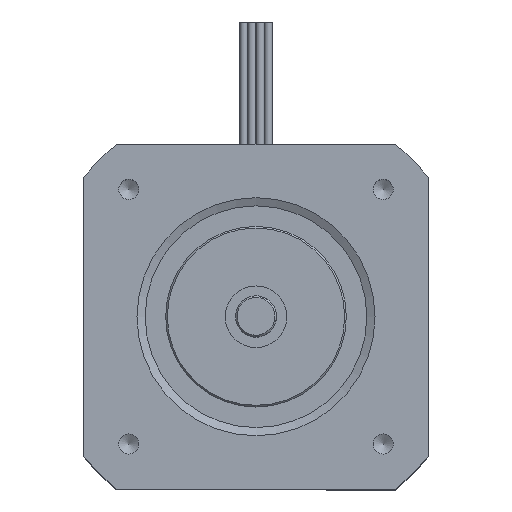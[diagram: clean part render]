
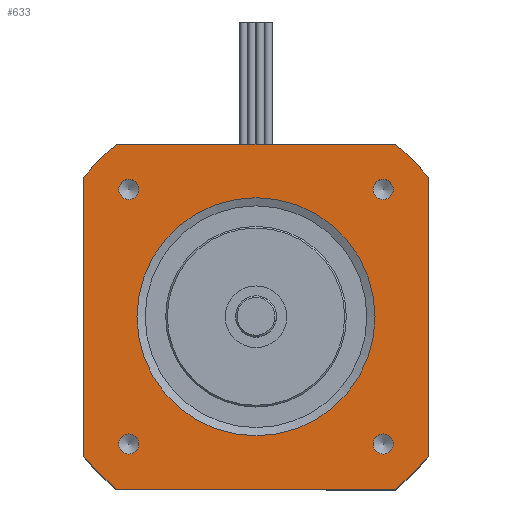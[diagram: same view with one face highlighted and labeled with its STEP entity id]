
A CAD part, top view. The second image highlights one B-rep face of the part: STEP entity #633.
In plain terms, the highlighted planar face has unit normal (0, 0, 1).
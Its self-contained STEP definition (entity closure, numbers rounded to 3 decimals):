
#319=CARTESIAN_POINT('',(21.,16.971,11.0));
#320=VERTEX_POINT('',#319);
#327=CARTESIAN_POINT('',(21.0,-16.971,11.0));
#328=VERTEX_POINT('',#327);
#329=CARTESIAN_POINT('',(21.,16.971,11.0));
#330=DIRECTION('',(0.0,-1.0,0.0));
#331=VECTOR('',#330,33.941);
#332=LINE('',#329,#331);
#333=EDGE_CURVE('',#320,#328,#332,.T.);
#475=CARTESIAN_POINT('',(-16.971,21.0,11.0));
#476=VERTEX_POINT('',#475);
#483=CARTESIAN_POINT('',(16.971,21.,11.0));
#484=VERTEX_POINT('',#483);
#485=CARTESIAN_POINT('',(-16.971,21.0,11.0));
#486=DIRECTION('',(1.0,0.0,0.0));
#487=VECTOR('',#486,33.941);
#488=LINE('',#485,#487);
#489=EDGE_CURVE('',#476,#484,#488,.T.);
#517=CARTESIAN_POINT('',(14.5,0.,11.0));
#518=VERTEX_POINT('',#517);
#519=CARTESIAN_POINT('',(0.0,0.0,11.0));
#520=DIRECTION('',(0.0,0.0,1.0));
#521=DIRECTION('',(-1.0,0.0,0.0));
#522=AXIS2_PLACEMENT_3D('',#519,#520,#521);
#523=CIRCLE('',#522,14.5);
#524=EDGE_CURVE('',#518,#518,#523,.T.);
#529=CARTESIAN_POINT('',(0.,0.,11.0));
#530=DIRECTION('',(0.0,0.0,1.0));
#531=DIRECTION('',(1.0,0.0,0.0));
#532=AXIS2_PLACEMENT_3D('',#529,#530,#531);
#533=PLANE('',#532);
#534=ORIENTED_EDGE('',*,*,#489,.F.);
#535=CARTESIAN_POINT('',(-21.,16.971,11.0));
#536=VERTEX_POINT('',#535);
#537=CARTESIAN_POINT('',(0.0,0.0,11.0));
#538=DIRECTION('',(0.0,0.0,-1.0));
#539=DIRECTION('',(-0.629,0.778,0.0));
#540=AXIS2_PLACEMENT_3D('',#537,#538,#539);
#541=CIRCLE('',#540,27.0);
#542=EDGE_CURVE('',#536,#476,#541,.T.);
#543=ORIENTED_EDGE('',*,*,#542,.F.);
#544=CARTESIAN_POINT('',(-21.,-16.971,11.0));
#545=VERTEX_POINT('',#544);
#546=CARTESIAN_POINT('',(-21.,-16.971,11.0));
#547=DIRECTION('',(0.0,1.0,0.0));
#548=VECTOR('',#547,33.941);
#549=LINE('',#546,#548);
#550=EDGE_CURVE('',#545,#536,#549,.T.);
#551=ORIENTED_EDGE('',*,*,#550,.F.);
#552=CARTESIAN_POINT('',(-16.971,-21.0,11.0));
#553=VERTEX_POINT('',#552);
#554=CARTESIAN_POINT('',(0.0,0.0,11.0));
#555=DIRECTION('',(0.0,0.0,-1.0));
#556=DIRECTION('',(-0.778,-0.629,0.0));
#557=AXIS2_PLACEMENT_3D('',#554,#555,#556);
#558=CIRCLE('',#557,27.);
#559=EDGE_CURVE('',#553,#545,#558,.T.);
#560=ORIENTED_EDGE('',*,*,#559,.F.);
#561=CARTESIAN_POINT('',(16.971,-21.,11.0));
#562=VERTEX_POINT('',#561);
#563=CARTESIAN_POINT('',(16.971,-21.,11.0));
#564=DIRECTION('',(-1.0,0.0,0.0));
#565=VECTOR('',#564,33.941);
#566=LINE('',#563,#565);
#567=EDGE_CURVE('',#562,#553,#566,.T.);
#568=ORIENTED_EDGE('',*,*,#567,.F.);
#569=CARTESIAN_POINT('',(0.0,0.0,11.0));
#570=DIRECTION('',(0.0,0.0,-1.0));
#571=DIRECTION('',(0.629,-0.778,0.0));
#572=AXIS2_PLACEMENT_3D('',#569,#570,#571);
#573=CIRCLE('',#572,27.0);
#574=EDGE_CURVE('',#328,#562,#573,.T.);
#575=ORIENTED_EDGE('',*,*,#574,.F.);
#576=ORIENTED_EDGE('',*,*,#333,.F.);
#577=CARTESIAN_POINT('',(0.0,0.0,11.0));
#578=DIRECTION('',(0.0,0.0,-1.0));
#579=DIRECTION('',(0.778,0.629,0.0));
#580=AXIS2_PLACEMENT_3D('',#577,#578,#579);
#581=CIRCLE('',#580,27.);
#582=EDGE_CURVE('',#484,#320,#581,.T.);
#583=ORIENTED_EDGE('',*,*,#582,.F.);
#584=EDGE_LOOP('',(#534,#543,#551,#560,#568,#575,#576,#583));
#585=FACE_OUTER_BOUND('',#584,.T.);
#586=CARTESIAN_POINT('',(14.271,15.5,11.0));
#587=VERTEX_POINT('',#586);
#588=CARTESIAN_POINT('',(15.5,15.5,11.0));
#589=DIRECTION('',(0.0,0.0,-1.0));
#590=DIRECTION('',(1.0,0.0,0.0));
#591=AXIS2_PLACEMENT_3D('',#588,#589,#590);
#592=CIRCLE('',#591,1.23);
#593=EDGE_CURVE('',#587,#587,#592,.T.);
#594=ORIENTED_EDGE('',*,*,#593,.T.);
#595=EDGE_LOOP('',(#594));
#596=FACE_BOUND('',#595,.T.);
#597=CARTESIAN_POINT('',(-16.729,15.5,11.0));
#598=VERTEX_POINT('',#597);
#599=CARTESIAN_POINT('',(-15.5,15.5,11.0));
#600=DIRECTION('',(0.0,0.0,-1.0));
#601=DIRECTION('',(1.0,0.0,0.0));
#602=AXIS2_PLACEMENT_3D('',#599,#600,#601);
#603=CIRCLE('',#602,1.23);
#604=EDGE_CURVE('',#598,#598,#603,.T.);
#605=ORIENTED_EDGE('',*,*,#604,.T.);
#606=EDGE_LOOP('',(#605));
#607=FACE_BOUND('',#606,.T.);
#608=CARTESIAN_POINT('',(14.271,-15.5,11.0));
#609=VERTEX_POINT('',#608);
#610=CARTESIAN_POINT('',(15.5,-15.5,11.0));
#611=DIRECTION('',(0.0,0.0,-1.0));
#612=DIRECTION('',(1.0,0.0,0.0));
#613=AXIS2_PLACEMENT_3D('',#610,#611,#612);
#614=CIRCLE('',#613,1.23);
#615=EDGE_CURVE('',#609,#609,#614,.T.);
#616=ORIENTED_EDGE('',*,*,#615,.T.);
#617=EDGE_LOOP('',(#616));
#618=FACE_BOUND('',#617,.T.);
#619=CARTESIAN_POINT('',(-16.73,-15.5,11.0));
#620=VERTEX_POINT('',#619);
#621=CARTESIAN_POINT('',(-15.5,-15.5,11.0));
#622=DIRECTION('',(0.0,0.0,-1.0));
#623=DIRECTION('',(1.0,0.0,0.0));
#624=AXIS2_PLACEMENT_3D('',#621,#622,#623);
#625=CIRCLE('',#624,1.23);
#626=EDGE_CURVE('',#620,#620,#625,.T.);
#627=ORIENTED_EDGE('',*,*,#626,.T.);
#628=EDGE_LOOP('',(#627));
#629=FACE_BOUND('',#628,.T.);
#630=ORIENTED_EDGE('',*,*,#524,.F.);
#631=EDGE_LOOP('',(#630));
#632=FACE_BOUND('',#631,.T.);
#633=ADVANCED_FACE('',(#585,#596,#607,#618,#629,#632),#533,.T.);
